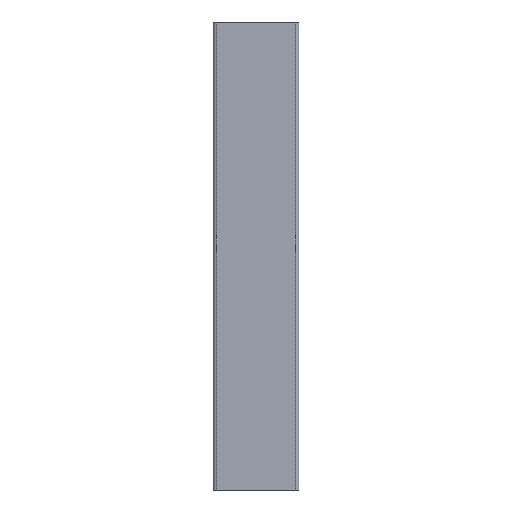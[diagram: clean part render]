
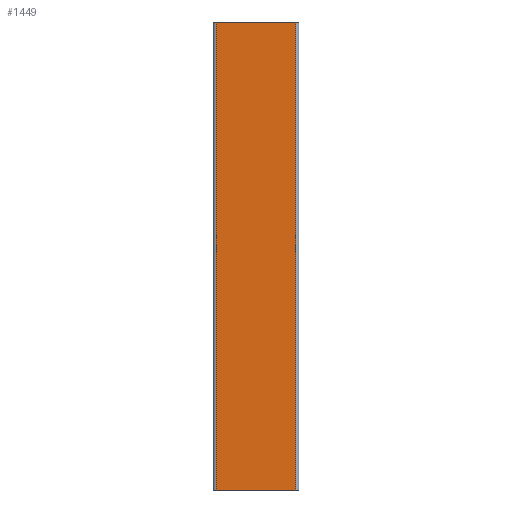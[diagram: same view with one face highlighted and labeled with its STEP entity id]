
A CAD part, front view. The second image highlights one B-rep face of the part: STEP entity #1449.
In plain terms, the highlighted planar face has unit normal (0, -1, 0).
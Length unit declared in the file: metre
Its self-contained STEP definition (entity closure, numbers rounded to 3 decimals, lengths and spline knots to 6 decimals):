
#95=PLANE('',#1688);
#182=LINE('',#2341,#334);
#189=LINE('',#2360,#341);
#228=LINE('',#2455,#380);
#230=LINE('',#2461,#382);
#334=VECTOR('',#1917,1.);
#341=VECTOR('',#1934,1.);
#380=VECTOR('',#2031,1.);
#382=VECTOR('',#2039,1.);
#695=ORIENTED_EDGE('',*,*,#995,.T.);
#696=ORIENTED_EDGE('',*,*,#937,.F.);
#697=ORIENTED_EDGE('',*,*,#946,.F.);
#698=ORIENTED_EDGE('',*,*,#998,.T.);
#937=EDGE_CURVE('',#1119,#1120,#182,.T.);
#946=EDGE_CURVE('',#1127,#1119,#189,.T.);
#995=EDGE_CURVE('',#1154,#1120,#228,.T.);
#998=EDGE_CURVE('',#1127,#1154,#230,.T.);
#1119=VERTEX_POINT('',#2340);
#1120=VERTEX_POINT('',#2342);
#1127=VERTEX_POINT('',#2361);
#1154=VERTEX_POINT('',#2456);
#1281=EDGE_LOOP('',(#695,#696,#697,#698));
#1351=FACE_BOUND('',#1281,.T.);
#1449=ADVANCED_FACE('',(#1351),#95,.T.);
#1688=AXIS2_PLACEMENT_3D('',#2460,#2037,#2038);
#1917=DIRECTION('',(-1.,0.,0.));
#1934=DIRECTION('',(0.,0.,-1.));
#2031=DIRECTION('',(0.,0.,-1.));
#2037=DIRECTION('',(0.,-1.,0.));
#2038=DIRECTION('',(1.,0.,0.));
#2039=DIRECTION('',(-1.,0.,0.));
#2340=CARTESIAN_POINT('',(0.048892,0.,-0.286996));
#2341=CARTESIAN_POINT('',(0.,0.,-0.286996));
#2342=CARTESIAN_POINT('',(-0.048892,0.,-0.286996));
#2360=CARTESIAN_POINT('',(0.048892,0.,0.286996));
#2361=CARTESIAN_POINT('',(0.048892,0.,0.286996));
#2455=CARTESIAN_POINT('',(-0.048892,0.,0.286996));
#2456=CARTESIAN_POINT('',(-0.048892,0.,0.286996));
#2460=CARTESIAN_POINT('',(0.,0.,0.286996));
#2461=CARTESIAN_POINT('',(0.,0.,0.286996));
